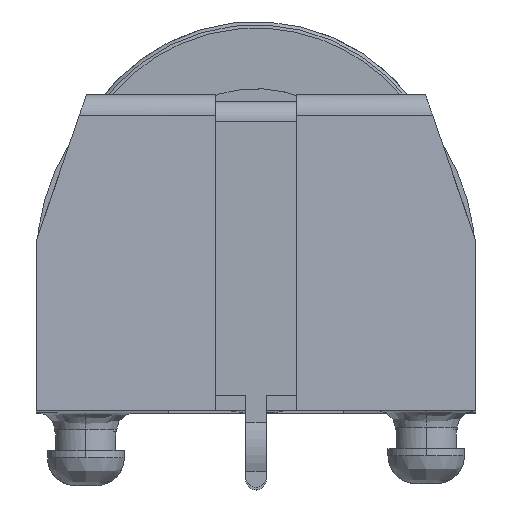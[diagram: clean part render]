
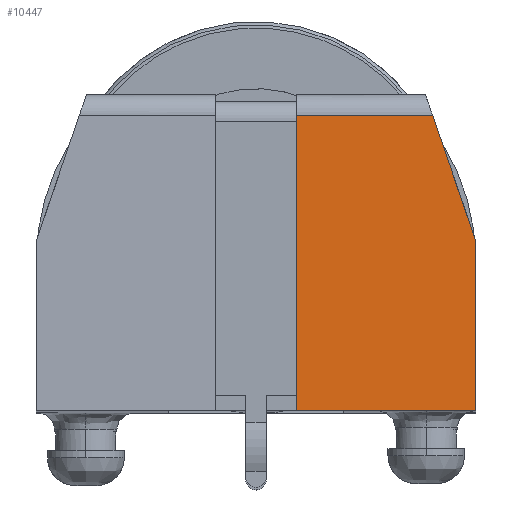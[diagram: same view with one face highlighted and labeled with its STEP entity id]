
A CAD part, top view. The second image highlights one B-rep face of the part: STEP entity #10447.
In plain terms, the highlighted planar face has unit normal (0, 0.018, 1).
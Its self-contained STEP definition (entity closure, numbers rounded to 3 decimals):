
#488 = EDGE_CURVE ( 'NONE', #6128, #5164, #7297, .T. ) ;
#772 = LINE ( 'NONE', #2106, #1496 ) ;
#1277 = VECTOR ( 'NONE', #4193, 1000. ) ;
#1496 = VECTOR ( 'NONE', #7779, 1000. ) ;
#1707 = EDGE_CURVE ( 'NONE', #11204, #4460, #10319, .T. ) ;
#1998 = CARTESIAN_POINT ( 'NONE',  ( 10.325, 0., 38.527 ) ) ;
#2106 = CARTESIAN_POINT ( 'NONE',  ( 1.905, 0., 38.527 ) ) ;
#2277 = VECTOR ( 'NONE', #10398, 1000. ) ;
#2797 = PLANE ( 'NONE',  #4744 ) ;
#2807 = EDGE_CURVE ( 'NONE', #4460, #4450, #772, .T. ) ;
#3596 = CARTESIAN_POINT ( 'NONE',  ( 115.26, 13.861, 38.285 ) ) ;
#4193 = DIRECTION ( 'NONE',  ( -0.326, 0.945, -0.017 ) ) ;
#4237 = CARTESIAN_POINT ( 'NONE',  ( 1.905, 13.861, 38.285 ) ) ;
#4450 = VERTEX_POINT ( 'NONE', #9802 ) ;
#4460 = VERTEX_POINT ( 'NONE', #4237 ) ;
#4705 = CARTESIAN_POINT ( 'NONE',  ( 115.26, 0., 38.527 ) ) ;
#4744 = AXIS2_PLACEMENT_3D ( 'NONE', #4705, #8309, #11243 ) ;
#4975 = ORIENTED_EDGE ( 'NONE', *, *, #6454, .T. ) ;
#5164 = VERTEX_POINT ( 'NONE', #6350 ) ;
#6128 = VERTEX_POINT ( 'NONE', #10441 ) ;
#6295 = LINE ( 'NONE', #9714, #1277 ) ;
#6350 = CARTESIAN_POINT ( 'NONE',  ( 10.325, 8.001, 38.387 ) ) ;
#6447 = FACE_OUTER_BOUND ( 'NONE', #7155, .T. ) ;
#6454 = EDGE_CURVE ( 'NONE', #5164, #11204, #6295, .T. ) ;
#7155 = EDGE_LOOP ( 'NONE', ( #12182, #10096, #4975, #10449, #11359 ) ) ;
#7297 = LINE ( 'NONE', #1998, #7589 ) ;
#7589 = VECTOR ( 'NONE', #9527, 1000. ) ;
#7681 = CARTESIAN_POINT ( 'NONE',  ( 0., 0., 38.527 ) ) ;
#7779 = DIRECTION ( 'NONE',  ( 0., -1., 0.017 ) ) ;
#8042 = CARTESIAN_POINT ( 'NONE',  ( 8.307, 13.861, 38.285 ) ) ;
#8309 = DIRECTION ( 'NONE',  ( 0., 0.017, 1. ) ) ;
#9153 = VECTOR ( 'NONE', #11038, 1000. ) ;
#9527 = DIRECTION ( 'NONE',  ( 0., 1., -0.017 ) ) ;
#9714 = CARTESIAN_POINT ( 'NONE',  ( 10.325, 8.001, 38.387 ) ) ;
#9802 = CARTESIAN_POINT ( 'NONE',  ( 1.905, 0., 38.527 ) ) ;
#10052 = LINE ( 'NONE', #7681, #2277 ) ;
#10096 = ORIENTED_EDGE ( 'NONE', *, *, #488, .T. ) ;
#10319 = LINE ( 'NONE', #3596, #9153 ) ;
#10398 = DIRECTION ( 'NONE',  ( 1., 0., 0. ) ) ;
#10441 = CARTESIAN_POINT ( 'NONE',  ( 10.325, 0., 38.527 ) ) ;
#10447 = ADVANCED_FACE ( 'NONE', ( #6447 ), #2797, .T. ) ;
#10449 = ORIENTED_EDGE ( 'NONE', *, *, #1707, .T. ) ;
#11038 = DIRECTION ( 'NONE',  ( -1., 0., 0. ) ) ;
#11204 = VERTEX_POINT ( 'NONE', #8042 ) ;
#11243 = DIRECTION ( 'NONE',  ( 0., -1., 0.017 ) ) ;
#11359 = ORIENTED_EDGE ( 'NONE', *, *, #2807, .T. ) ;
#12131 = EDGE_CURVE ( 'NONE', #4450, #6128, #10052, .T. ) ;
#12182 = ORIENTED_EDGE ( 'NONE', *, *, #12131, .T. ) ;
